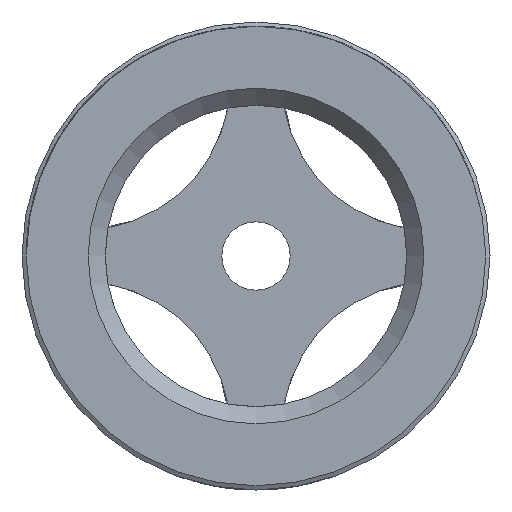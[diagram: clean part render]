
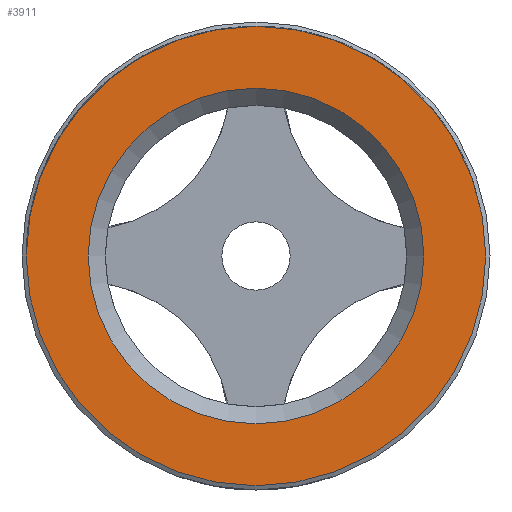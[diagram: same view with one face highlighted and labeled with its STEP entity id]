
A CAD part, left-side view. The second image highlights one B-rep face of the part: STEP entity #3911.
In plain terms, the highlighted planar face has unit normal (-1, 0, 0).
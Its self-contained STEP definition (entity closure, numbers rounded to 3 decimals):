
#77=FACE_BOUND('',#725,.T.);
#166=PLANE('',#4209);
#464=FACE_OUTER_BOUND('',#724,.T.);
#724=EDGE_LOOP('',(#3643));
#725=EDGE_LOOP('',(#3644));
#815=CIRCLE('',#4098,2.69);
#877=CIRCLE('',#4208,1.965);
#1850=VERTEX_POINT('',#8248);
#1934=VERTEX_POINT('',#8789);
#2385=EDGE_CURVE('',#1850,#1850,#815,.T.);
#2504=EDGE_CURVE('',#1934,#1934,#877,.T.);
#3643=ORIENTED_EDGE('',*,*,#2385,.F.);
#3644=ORIENTED_EDGE('',*,*,#2504,.T.);
#3911=ADVANCED_FACE('',(#464,#77),#166,.T.);
#4098=AXIS2_PLACEMENT_3D('',#8249,#4791,#4792);
#4208=AXIS2_PLACEMENT_3D('',#8790,#5040,#5041);
#4209=AXIS2_PLACEMENT_3D('',#8791,#5042,#5043);
#4791=DIRECTION('center_axis',(1.,0.,0.));
#4792=DIRECTION('ref_axis',(0.,0.,-1.));
#5040=DIRECTION('center_axis',(1.,0.,0.));
#5041=DIRECTION('ref_axis',(0.,0.,-1.));
#5042=DIRECTION('center_axis',(-1.,0.,0.));
#5043=DIRECTION('ref_axis',(0.,0.,1.));
#8248=CARTESIAN_POINT('',(0.,2.69,0.));
#8249=CARTESIAN_POINT('Origin',(0.,0.,0.));
#8789=CARTESIAN_POINT('',(0.,1.965,0.));
#8790=CARTESIAN_POINT('Origin',(0.,0.,0.));
#8791=CARTESIAN_POINT('Origin',(0.,2.69,
0.));
